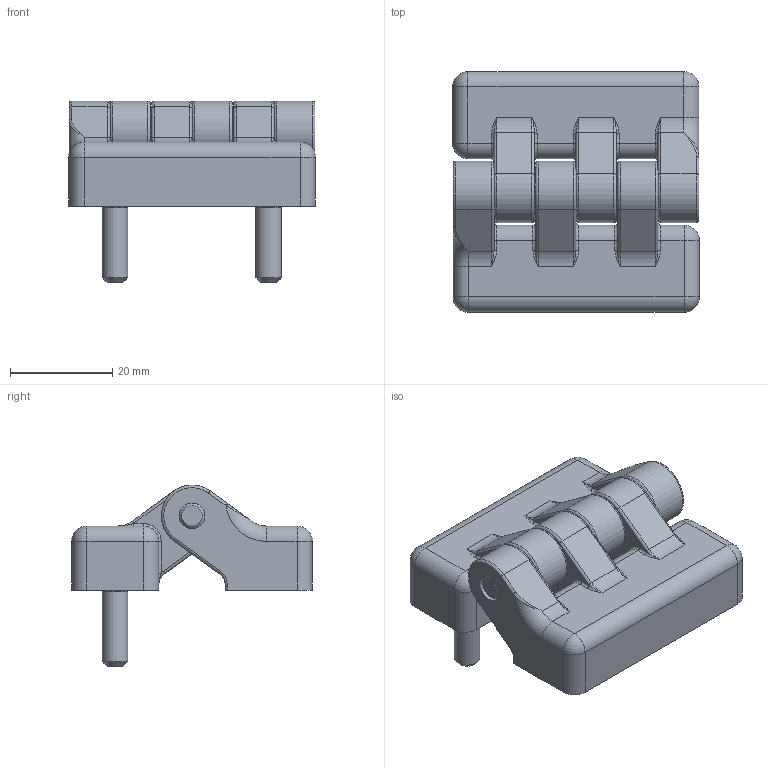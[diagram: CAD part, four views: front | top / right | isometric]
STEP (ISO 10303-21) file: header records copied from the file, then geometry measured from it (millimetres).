
FILE_DESCRIPTION( ( 'Unknown' ), '1' );
FILE_NAME( '6388305_C48BC.stp', 'Unknown', ( 'Unknown' ), ( 'Unknown' ), 'PSStep 14.0', 'Unknown', ' ' );
FILE_SCHEMA( ( 'AUTOMOTIVE_DESIGN { 1 0 10303 214 1 1 1 1 }' ) );
Length unit declared in the file: millimetre
Products named in the file (1): 8900307
Bounding box: 48.2 x 47 x 35.48 mm (x, y, z)
Volume: 25090.3 mm3; surface area: 11839 mm2
Topology: 1 solids, 3 shells, 306 faces, 760 edges, 440 vertices
Faces by surface type: cylinder 130, plane 86, torus 52, bspline 22, cone 10, sphere 6
Full cylindrical faces by diameter (mm): 4.134 x2, 5 x8, 9 x2
Entity records: 14242 total; most frequent: CARTESIAN_POINT 4783, DIRECTION 1554, ORIENTED_EDGE 1386, EDGE_CURVE 693, AXIS2_PLACEMENT_3D 620, VERTEX_POINT 429, EDGE_LOOP 354, CIRCLE 335
